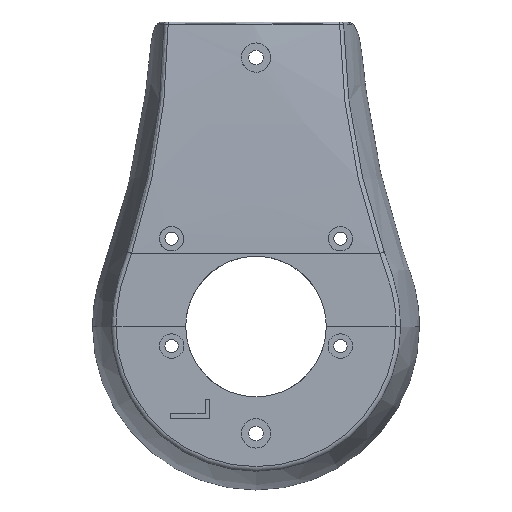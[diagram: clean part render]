
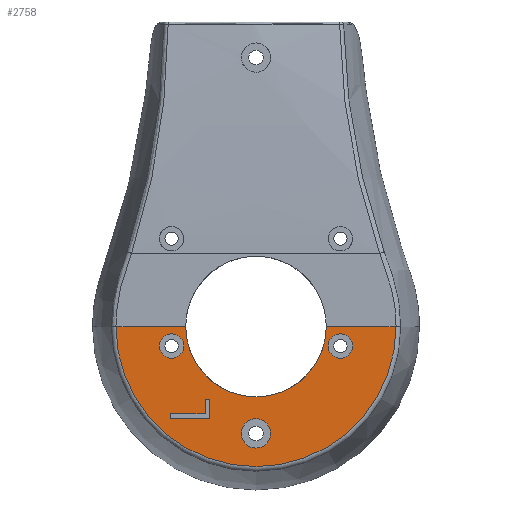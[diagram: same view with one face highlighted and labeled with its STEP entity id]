
A CAD part, left-side view. The second image highlights one B-rep face of the part: STEP entity #2758.
In plain terms, the highlighted planar face has unit normal (-1, 0, 0).
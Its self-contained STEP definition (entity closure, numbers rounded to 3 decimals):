
#18=PLANE('',#2965);
#144=LINE('',#6178,#335);
#145=LINE('',#6179,#336);
#146=LINE('',#6182,#337);
#147=LINE('',#6184,#338);
#148=LINE('',#6186,#339);
#149=LINE('',#6188,#340);
#150=LINE('',#6190,#341);
#151=LINE('',#6191,#342);
#335=VECTOR('',#3300,1000.);
#336=VECTOR('',#3301,1000.);
#337=VECTOR('',#3302,1000.);
#338=VECTOR('',#3303,1000.);
#339=VECTOR('',#3304,1000.);
#340=VECTOR('',#3305,1000.);
#341=VECTOR('',#3306,1000.);
#342=VECTOR('',#3307,1000.);
#626=FACE_BOUND('',#913,.T.);
#627=FACE_BOUND('',#914,.T.);
#628=FACE_BOUND('',#915,.T.);
#629=FACE_BOUND('',#916,.T.);
#733=FACE_OUTER_BOUND('',#912,.T.);
#912=EDGE_LOOP('',(#1988,#1989,#1990,#1991));
#913=EDGE_LOOP('',(#1992));
#914=EDGE_LOOP('',(#1993,#1994,#1995,#1996,#1997,#1998));
#915=EDGE_LOOP('',(#1999));
#916=EDGE_LOOP('',(#2000));
#1076=CIRCLE('',#2906,2.5);
#1079=CIRCLE('',#2910,3.);
#1082=CIRCLE('',#2914,14.4);
#1083=CIRCLE('',#2916,2.5);
#1110=CIRCLE('',#2957,28.702);
#1194=VERTEX_POINT('',#3874);
#1197=VERTEX_POINT('',#3881);
#1202=VERTEX_POINT('',#3942);
#1203=VERTEX_POINT('',#3943);
#1204=VERTEX_POINT('',#3972);
#1242=VERTEX_POINT('',#5080);
#1243=VERTEX_POINT('',#5082);
#1262=VERTEX_POINT('',#6180);
#1263=VERTEX_POINT('',#6181);
#1264=VERTEX_POINT('',#6183);
#1265=VERTEX_POINT('',#6185);
#1266=VERTEX_POINT('',#6187);
#1267=VERTEX_POINT('',#6189);
#1472=EDGE_CURVE('',#1194,#1194,#1076,.T.);
#1475=EDGE_CURVE('',#1197,#1197,#1079,.T.);
#1481=EDGE_CURVE('',#1202,#1203,#1082,.T.);
#1482=EDGE_CURVE('',#1204,#1204,#1083,.T.);
#1524=EDGE_CURVE('',#1243,#1242,#1110,.T.);
#1550=EDGE_CURVE('',#1242,#1202,#144,.T.);
#1551=EDGE_CURVE('',#1203,#1243,#145,.T.);
#1552=EDGE_CURVE('',#1262,#1263,#146,.T.);
#1553=EDGE_CURVE('',#1264,#1262,#147,.T.);
#1554=EDGE_CURVE('',#1265,#1264,#148,.T.);
#1555=EDGE_CURVE('',#1266,#1265,#149,.T.);
#1556=EDGE_CURVE('',#1267,#1266,#150,.T.);
#1557=EDGE_CURVE('',#1263,#1267,#151,.T.);
#1988=ORIENTED_EDGE('',*,*,#1481,.F.);
#1989=ORIENTED_EDGE('',*,*,#1550,.F.);
#1990=ORIENTED_EDGE('',*,*,#1524,.F.);
#1991=ORIENTED_EDGE('',*,*,#1551,.F.);
#1992=ORIENTED_EDGE('',*,*,#1482,.F.);
#1993=ORIENTED_EDGE('',*,*,#1552,.F.);
#1994=ORIENTED_EDGE('',*,*,#1553,.F.);
#1995=ORIENTED_EDGE('',*,*,#1554,.F.);
#1996=ORIENTED_EDGE('',*,*,#1555,.F.);
#1997=ORIENTED_EDGE('',*,*,#1556,.F.);
#1998=ORIENTED_EDGE('',*,*,#1557,.F.);
#1999=ORIENTED_EDGE('',*,*,#1472,.F.);
#2000=ORIENTED_EDGE('',*,*,#1475,.F.);
#2758=ADVANCED_FACE('',(#733,#626,#627,#628,#629),#18,.F.);
#2906=AXIS2_PLACEMENT_3D('',#3875,#3172,#3173);
#2910=AXIS2_PLACEMENT_3D('',#3882,#3180,#3181);
#2914=AXIS2_PLACEMENT_3D('',#3970,#3188,#3189);
#2916=AXIS2_PLACEMENT_3D('',#3973,#3192,#3193);
#2957=AXIS2_PLACEMENT_3D('',#5084,#3278,#3279);
#2965=AXIS2_PLACEMENT_3D('',#6177,#3298,#3299);
#3172=DIRECTION('center_axis',(-1.,0.,0.));
#3173=DIRECTION('ref_axis',(0.,0.,-1.));
#3180=DIRECTION('center_axis',(-1.,0.,0.));
#3181=DIRECTION('ref_axis',(0.,-1.,0.));
#3188=DIRECTION('center_axis',(-1.,0.,0.));
#3189=DIRECTION('ref_axis',(0.,0.,1.));
#3192=DIRECTION('center_axis',(-1.,0.,0.));
#3193=DIRECTION('ref_axis',(0.,0.,-1.));
#3278=DIRECTION('center_axis',(1.,0.,0.));
#3279=DIRECTION('ref_axis',(0.,1.,0.));
#3298=DIRECTION('center_axis',(1.,0.,0.));
#3299=DIRECTION('ref_axis',(0.,1.,0.));
#3300=DIRECTION('',(0.,-1.,0.));
#3301=DIRECTION('',(0.,-1.,0.));
#3302=DIRECTION('',(0.,0.,-1.));
#3303=DIRECTION('',(0.,1.,0.));
#3304=DIRECTION('',(0.,0.,-1.));
#3305=DIRECTION('',(0.,1.,0.));
#3306=DIRECTION('',(0.,0.,1.));
#3307=DIRECTION('',(0.,-1.,0.));
#3874=CARTESIAN_POINT('',(221.5,44.3,151.));
#3875=CARTESIAN_POINT('Origin',(221.5,44.3,153.5));
#3881=CARTESIAN_POINT('',(221.5,24.,135.601));
#3882=CARTESIAN_POINT('Origin',(221.5,27.,135.601));
#3942=CARTESIAN_POINT('',(221.5,41.4,157.5));
#3943=CARTESIAN_POINT('',(221.5,12.6,157.5));
#3970=CARTESIAN_POINT('Origin',(221.5,27.,157.5));
#3972=CARTESIAN_POINT('',(221.5,9.7,151.));
#3973=CARTESIAN_POINT('Origin',(221.5,9.7,153.5));
#5080=CARTESIAN_POINT('',(221.5,55.702,157.5));
#5082=CARTESIAN_POINT('',(221.5,-1.702,157.5));
#5084=CARTESIAN_POINT('Origin',(221.5,27.,157.5));
#6177=CARTESIAN_POINT('Origin',(221.5,27.,157.5));
#6178=CARTESIAN_POINT('',(221.5,27.,157.5));
#6179=CARTESIAN_POINT('',(221.5,27.,157.5));
#6180=CARTESIAN_POINT('',(221.5,44.5,139.651));
#6181=CARTESIAN_POINT('',(221.5,44.5,138.626));
#6182=CARTESIAN_POINT('',(221.5,44.5,157.5));
#6183=CARTESIAN_POINT('',(221.5,37.423,139.651));
#6184=CARTESIAN_POINT('',(221.5,27.,139.651));
#6185=CARTESIAN_POINT('',(221.5,37.423,142.626));
#6186=CARTESIAN_POINT('',(221.5,37.423,157.5));
#6187=CARTESIAN_POINT('',(221.5,36.5,142.626));
#6188=CARTESIAN_POINT('',(221.5,27.,142.626));
#6189=CARTESIAN_POINT('',(221.5,36.5,138.626));
#6190=CARTESIAN_POINT('',(221.5,36.5,157.5));
#6191=CARTESIAN_POINT('',(221.5,27.,138.626));
